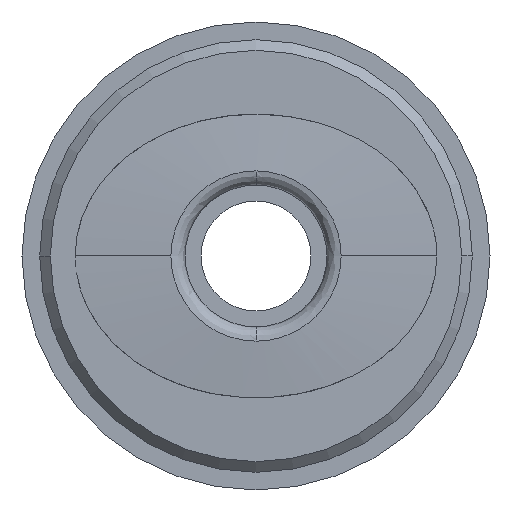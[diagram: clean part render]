
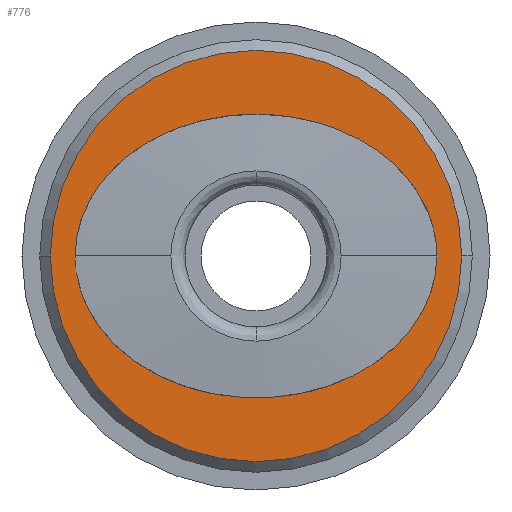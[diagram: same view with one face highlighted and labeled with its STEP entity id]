
A CAD part, front view. The second image highlights one B-rep face of the part: STEP entity #776.
In plain terms, the highlighted planar face has unit normal (0, -1, 0).
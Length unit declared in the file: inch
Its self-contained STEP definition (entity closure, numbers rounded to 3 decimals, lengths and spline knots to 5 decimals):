
#126 = FACE_OUTER_BOUND ( 'NONE', #967, .T. ) ;
#202 = DIRECTION ( 'NONE',  ( 0., 1., 0. ) ) ;
#355 = EDGE_CURVE ( 'NONE', #845, #901, #647, .T. ) ;
#424 = VERTEX_POINT ( 'NONE', #2803 ) ;
#535 = EDGE_CURVE ( 'NONE', #1310, #424, #1217, .T. ) ;
#576 = DIRECTION ( 'NONE',  ( 0., -1., 0. ) ) ;
#584 = CARTESIAN_POINT ( 'NONE',  ( 0., -0.57087, 0.15748 ) ) ;
#600 = CARTESIAN_POINT ( 'NONE',  ( 0.22835, -0.57087, 0. ) ) ;
#647 = CIRCLE ( 'NONE', #2540, 0.22835 ) ;
#740 = CARTESIAN_POINT ( 'NONE',  ( 0.20079, -0.57087, 0. ) ) ;
#776 = ADVANCED_FACE ( 'NONE', ( #2652, #126 ), #1546, .T. ) ;
#833 = CARTESIAN_POINT ( 'NONE',  ( 0.20079, -0.57087, 0. ) ) ;
#845 = VERTEX_POINT ( 'NONE', #600 ) ;
#862 = DIRECTION ( 'NONE',  ( 0., 1., 0. ) ) ;
#901 = VERTEX_POINT ( 'NONE', #2519 ) ;
#925 = ORIENTED_EDGE ( 'NONE', *, *, #535, .T. ) ;
#951 = CIRCLE ( 'NONE', #1092, 0.22835 ) ;
#967 = EDGE_LOOP ( 'NONE', ( #1004, #1458 ) ) ;
#1004 = ORIENTED_EDGE ( 'NONE', *, *, #1224, .F. ) ;
#1077 =( BOUNDED_CURVE ( )  B_SPLINE_CURVE ( 2, ( #1548, #1078, #584, #2254, #833 ),
 .UNSPECIFIED., .F., .T. ) 
 B_SPLINE_CURVE_WITH_KNOTS ( ( 3, 2, 3 ),
 ( 0., 0.00716, 0.01431 ),
 .UNSPECIFIED. ) 
 CURVE ( )  GEOMETRIC_REPRESENTATION_ITEM ( )  RATIONAL_B_SPLINE_CURVE ( ( 1., 0.707, 1., 0.707, 1. ) ) 
 REPRESENTATION_ITEM ( '' )  );
#1078 = CARTESIAN_POINT ( 'NONE',  ( -0.20079, -0.57087, 0.15748 ) ) ;
#1092 = AXIS2_PLACEMENT_3D ( 'NONE', #2284, #862, #2524 ) ;
#1217 =( BOUNDED_CURVE ( )  B_SPLINE_CURVE ( 2, ( #740, #2167, #2643, #1223, #2868 ),
 .UNSPECIFIED., .F., .T. ) 
 B_SPLINE_CURVE_WITH_KNOTS ( ( 3, 2, 3 ),
 ( 0.01431, 0.02146, 0.0286 ),
 .UNSPECIFIED. ) 
 CURVE ( )  GEOMETRIC_REPRESENTATION_ITEM ( )  RATIONAL_B_SPLINE_CURVE ( ( 1., 0.707, 1., 0.707, 1. ) ) 
 REPRESENTATION_ITEM ( '' )  );
#1223 = CARTESIAN_POINT ( 'NONE',  ( -0.20079, -0.57087, -0.15748 ) ) ;
#1224 = EDGE_CURVE ( 'NONE', #901, #845, #951, .T. ) ;
#1310 = VERTEX_POINT ( 'NONE', #2103 ) ;
#1311 = CARTESIAN_POINT ( 'NONE',  ( -0.21457, -0.57087, 0. ) ) ;
#1312 = AXIS2_PLACEMENT_3D ( 'NONE', #1311, #576, #1787 ) ;
#1458 = ORIENTED_EDGE ( 'NONE', *, *, #355, .F. ) ;
#1546 = PLANE ( 'NONE',  #1312 ) ;
#1548 = CARTESIAN_POINT ( 'NONE',  ( -0.20079, -0.57087, 0. ) ) ;
#1640 = CARTESIAN_POINT ( 'NONE',  ( 0., -0.57087, 0. ) ) ;
#1649 = ORIENTED_EDGE ( 'NONE', *, *, #1869, .T. ) ;
#1787 = DIRECTION ( 'NONE',  ( 0., 0., -1. ) ) ;
#1869 = EDGE_CURVE ( 'NONE', #424, #1310, #1077, .T. ) ;
#1876 = DIRECTION ( 'NONE',  ( -1., 0., 0. ) ) ;
#2103 = CARTESIAN_POINT ( 'NONE',  ( 0.20079, -0.57087, 0. ) ) ;
#2167 = CARTESIAN_POINT ( 'NONE',  ( 0.20079, -0.57087, -0.15748 ) ) ;
#2254 = CARTESIAN_POINT ( 'NONE',  ( 0.20079, -0.57087, 0.15748 ) ) ;
#2284 = CARTESIAN_POINT ( 'NONE',  ( 0., -0.57087, 0. ) ) ;
#2409 = EDGE_LOOP ( 'NONE', ( #1649, #925 ) ) ;
#2519 = CARTESIAN_POINT ( 'NONE',  ( -0.22835, -0.57087, 0. ) ) ;
#2524 = DIRECTION ( 'NONE',  ( -1., 0., 0. ) ) ;
#2540 = AXIS2_PLACEMENT_3D ( 'NONE', #1640, #202, #1876 ) ;
#2643 = CARTESIAN_POINT ( 'NONE',  ( 0., -0.57087, -0.15748 ) ) ;
#2652 = FACE_BOUND ( 'NONE', #2409, .T. ) ;
#2803 = CARTESIAN_POINT ( 'NONE',  ( -0.20079, -0.57087, 0. ) ) ;
#2868 = CARTESIAN_POINT ( 'NONE',  ( -0.20079, -0.57087, 0. ) ) ;
